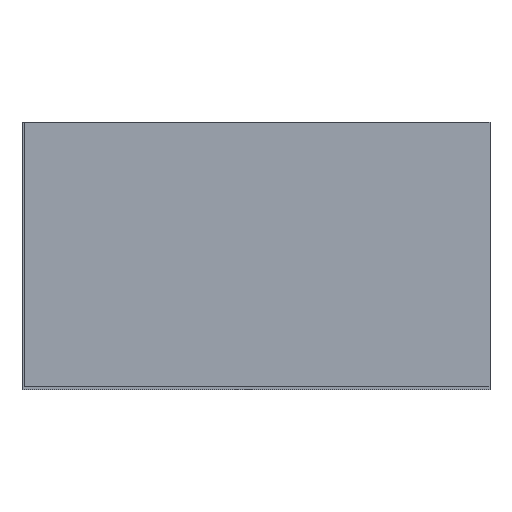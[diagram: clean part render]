
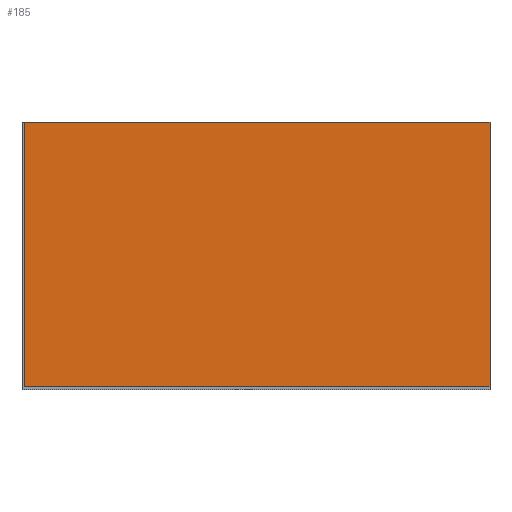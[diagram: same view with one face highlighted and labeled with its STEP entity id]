
A CAD part, top view. The second image highlights one B-rep face of the part: STEP entity #185.
In plain terms, the highlighted planar face has unit normal (0, 0, 1).
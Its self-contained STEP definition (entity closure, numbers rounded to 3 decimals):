
#5 = LINE ( 'NONE', #364, #461 ) ;
#17 = CARTESIAN_POINT ( 'NONE',  ( 212.093, 0., 2. ) ) ;
#19 = VECTOR ( 'NONE', #419, 1000. ) ;
#20 = EDGE_CURVE ( 'NONE', #267, #417, #234, .T. ) ;
#21 = VECTOR ( 'NONE', #256, 1000. ) ;
#23 = CARTESIAN_POINT ( 'NONE',  ( 212.093, 2., 2. ) ) ;
#35 = DIRECTION ( 'NONE',  ( 0., 0., -1. ) ) ;
#38 = CARTESIAN_POINT ( 'NONE',  ( -135.907, 2., 2. ) ) ;
#44 = CARTESIAN_POINT ( 'NONE',  ( 212.093, 200., 2. ) ) ;
#46 = AXIS2_PLACEMENT_3D ( 'NONE', #218, #35, #342 ) ;
#66 = ORIENTED_EDGE ( 'NONE', *, *, #350, .T. ) ;
#71 = PLANE ( 'NONE',  #46 ) ;
#133 = CARTESIAN_POINT ( 'NONE',  ( 0., 200., 2. ) ) ;
#149 = EDGE_LOOP ( 'NONE', ( #202, #479, #66, #216 ) ) ;
#174 = VERTEX_POINT ( 'NONE', #38 ) ;
#185 = ADVANCED_FACE ( 'NONE', ( #483 ), #71, .F. ) ;
#202 = ORIENTED_EDGE ( 'NONE', *, *, #445, .T. ) ;
#216 = ORIENTED_EDGE ( 'NONE', *, *, #20, .T. ) ;
#218 = CARTESIAN_POINT ( 'NONE',  ( 0., 0., 2. ) ) ;
#234 = LINE ( 'NONE', #133, #21 ) ;
#238 = CARTESIAN_POINT ( 'NONE',  ( -135.907, 200., 2. ) ) ;
#256 = DIRECTION ( 'NONE',  ( -1., 0., 0. ) ) ;
#267 = VERTEX_POINT ( 'NONE', #44 ) ;
#275 = DIRECTION ( 'NONE',  ( 1., 0., 0. ) ) ;
#288 = LINE ( 'NONE', #17, #19 ) ;
#300 = VECTOR ( 'NONE', #275, 1000. ) ;
#323 = EDGE_CURVE ( 'NONE', #174, #440, #375, .T. ) ;
#342 = DIRECTION ( 'NONE',  ( -1., 0., 0. ) ) ;
#350 = EDGE_CURVE ( 'NONE', #440, #267, #288, .T. ) ;
#351 = CARTESIAN_POINT ( 'NONE',  ( 0., 2., 2. ) ) ;
#364 = CARTESIAN_POINT ( 'NONE',  ( -135.907, 0., 2. ) ) ;
#375 = LINE ( 'NONE', #351, #300 ) ;
#417 = VERTEX_POINT ( 'NONE', #238 ) ;
#419 = DIRECTION ( 'NONE',  ( 0., 1., 0. ) ) ;
#428 = DIRECTION ( 'NONE',  ( 0., -1., 0. ) ) ;
#440 = VERTEX_POINT ( 'NONE', #23 ) ;
#445 = EDGE_CURVE ( 'NONE', #417, #174, #5, .T. ) ;
#461 = VECTOR ( 'NONE', #428, 1000. ) ;
#479 = ORIENTED_EDGE ( 'NONE', *, *, #323, .T. ) ;
#483 = FACE_OUTER_BOUND ( 'NONE', #149, .T. ) ;
